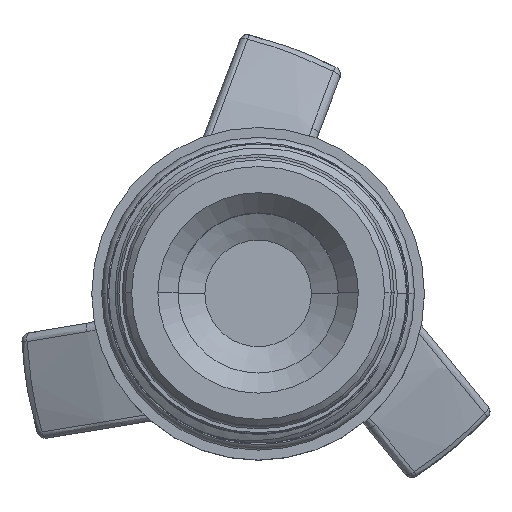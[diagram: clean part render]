
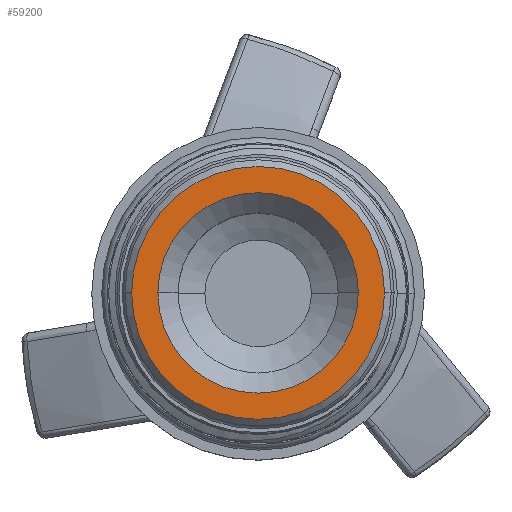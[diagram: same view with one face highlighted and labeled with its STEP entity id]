
A CAD part, top view. The second image highlights one B-rep face of the part: STEP entity #59200.
In plain terms, the highlighted planar face has unit normal (0, 0, 1).
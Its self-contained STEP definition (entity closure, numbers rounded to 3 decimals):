
#955 = FACE_OUTER_BOUND ( 'NONE', #89181, .T. ) ;
#2520 = CIRCLE ( 'NONE', #64931, 15.075 ) ;
#14447 = DIRECTION ( 'NONE',  ( -1., 0., 0. ) ) ;
#15631 = EDGE_LOOP ( 'NONE', ( #49621, #87924 ) ) ;
#16583 = DIRECTION ( 'NONE',  ( -1., 0., 0. ) ) ;
#16918 = CARTESIAN_POINT ( 'NONE',  ( 0., 0., 121.242 ) ) ;
#17169 = CARTESIAN_POINT ( 'NONE',  ( 0., 0., 121.242 ) ) ;
#17580 = ORIENTED_EDGE ( 'NONE', *, *, #36938, .T. ) ;
#18425 = VERTEX_POINT ( 'NONE', #50665 ) ;
#20072 = CARTESIAN_POINT ( 'NONE',  ( 15.075, 0., 121.242 ) ) ;
#22387 = DIRECTION ( 'NONE',  ( -1., 0., 0. ) ) ;
#23650 = AXIS2_PLACEMENT_3D ( 'NONE', #17169, #84343, #22387 ) ;
#26119 = AXIS2_PLACEMENT_3D ( 'NONE', #45755, #44792, #14447 ) ;
#29484 = EDGE_CURVE ( 'NONE', #80013, #29539, #55284, .T. ) ;
#29539 = VERTEX_POINT ( 'NONE', #80179 ) ;
#30890 = VERTEX_POINT ( 'NONE', #20072 ) ;
#36938 = EDGE_CURVE ( 'NONE', #18425, #30890, #87598, .T. ) ;
#38170 = DIRECTION ( 'NONE',  ( -1., 0., 0. ) ) ;
#42099 = DIRECTION ( 'NONE',  ( 0., 0., -1. ) ) ;
#44792 = DIRECTION ( 'NONE',  ( 0., 0., -1. ) ) ;
#45755 = CARTESIAN_POINT ( 'NONE',  ( 0., 0., 121.242 ) ) ;
#49621 = ORIENTED_EDGE ( 'NONE', *, *, #70303, .T. ) ;
#50665 = CARTESIAN_POINT ( 'NONE',  ( -15.075, 0., 121.242 ) ) ;
#53498 = CARTESIAN_POINT ( 'NONE',  ( 0., 0., 121.242 ) ) ;
#54144 = DIRECTION ( 'NONE',  ( 0., 0., -1. ) ) ;
#55284 = CIRCLE ( 'NONE', #55990, 11.95 ) ;
#55990 = AXIS2_PLACEMENT_3D ( 'NONE', #64870, #42099, #87351 ) ;
#59200 = ADVANCED_FACE ( 'NONE', ( #955, #86143 ), #89446, .F. ) ;
#61786 = ORIENTED_EDGE ( 'NONE', *, *, #85454, .T. ) ;
#62114 = AXIS2_PLACEMENT_3D ( 'NONE', #53498, #54144, #16583 ) ;
#64870 = CARTESIAN_POINT ( 'NONE',  ( 0., 0., 121.242 ) ) ;
#64931 = AXIS2_PLACEMENT_3D ( 'NONE', #16918, #75630, #38170 ) ;
#70303 = EDGE_CURVE ( 'NONE', #29539, #80013, #92837, .T. ) ;
#75630 = DIRECTION ( 'NONE',  ( 0., 0., 1. ) ) ;
#80013 = VERTEX_POINT ( 'NONE', #86433 ) ;
#80179 = CARTESIAN_POINT ( 'NONE',  ( 11.95, 0., 121.242 ) ) ;
#84343 = DIRECTION ( 'NONE',  ( 0., 0., 1. ) ) ;
#85454 = EDGE_CURVE ( 'NONE', #30890, #18425, #2520, .T. ) ;
#86143 = FACE_BOUND ( 'NONE', #15631, .T. ) ;
#86433 = CARTESIAN_POINT ( 'NONE',  ( -11.95, 0., 121.242 ) ) ;
#87351 = DIRECTION ( 'NONE',  ( -1., 0., 0. ) ) ;
#87598 = CIRCLE ( 'NONE', #23650, 15.075 ) ;
#87924 = ORIENTED_EDGE ( 'NONE', *, *, #29484, .T. ) ;
#89181 = EDGE_LOOP ( 'NONE', ( #17580, #61786 ) ) ;
#89446 = PLANE ( 'NONE',  #26119 ) ;
#92837 = CIRCLE ( 'NONE', #62114, 11.95 ) ;
